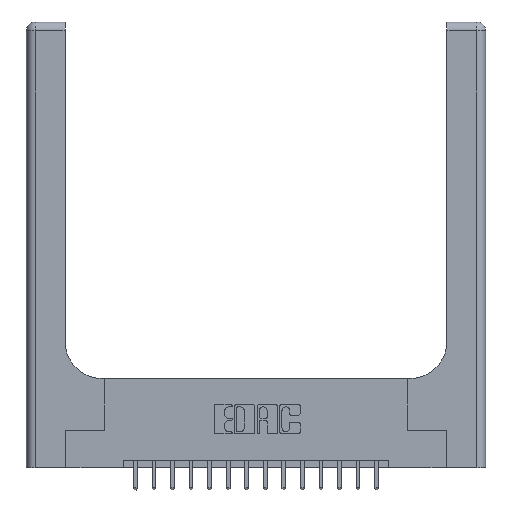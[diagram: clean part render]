
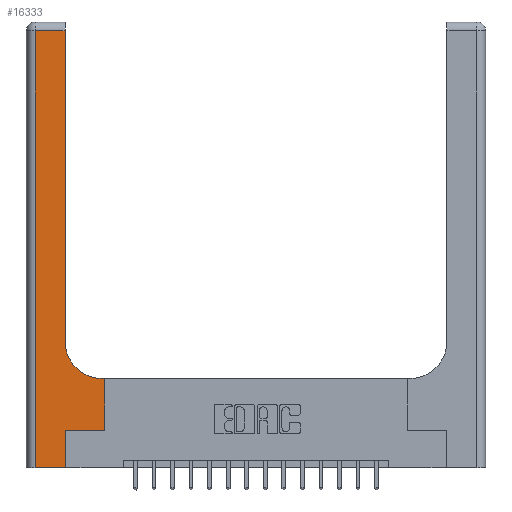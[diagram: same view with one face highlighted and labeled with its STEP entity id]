
A CAD part, top view. The second image highlights one B-rep face of the part: STEP entity #16333.
In plain terms, the highlighted planar face has unit normal (0, 0, 1).
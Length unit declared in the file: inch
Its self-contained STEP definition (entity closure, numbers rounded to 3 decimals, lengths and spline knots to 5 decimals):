
#179 = CARTESIAN_POINT ( 'NONE',  ( 0.528, 0.6, 0.37 ) ) ;
#292 = CIRCLE ( 'NONE', #6106, 0.25 ) ;
#521 = CARTESIAN_POINT ( 'NONE',  ( 0., 3., 0.37 ) ) ;
#553 = EDGE_CURVE ( 'NONE', #7689, #16733, #12040, .T. ) ;
#1335 = ORIENTED_EDGE ( 'NONE', *, *, #4508, .T. ) ;
#1364 = AXIS2_PLACEMENT_3D ( 'NONE', #521, #17117, #12894 ) ;
#1597 = EDGE_CURVE ( 'NONE', #10240, #5504, #16276, .T. ) ;
#1754 = VECTOR ( 'NONE', #9028, 39.37008 ) ;
#1984 = VERTEX_POINT ( 'NONE', #9383 ) ;
#1992 = DIRECTION ( 'NONE',  ( 0., -1., 0. ) ) ;
#2406 = EDGE_CURVE ( 'NONE', #15289, #5018, #14739, .T. ) ;
#2442 = VERTEX_POINT ( 'NONE', #15351 ) ;
#2782 = DIRECTION ( 'NONE',  ( 0., 0., -1. ) ) ;
#3357 = CARTESIAN_POINT ( 'NONE',  ( 0.265, 0.25, 0.37 ) ) ;
#3584 = DIRECTION ( 'NONE',  ( -1., 0., 0. ) ) ;
#3636 = CARTESIAN_POINT ( 'NONE',  ( 0.265, 0., 0.37 ) ) ;
#3713 = CARTESIAN_POINT ( 'NONE',  ( 0.06, 2.94, 0.37 ) ) ;
#3735 = CARTESIAN_POINT ( 'NONE',  ( 0.51, 0.6, 0.37 ) ) ;
#4508 = EDGE_CURVE ( 'NONE', #2442, #15289, #5898, .T. ) ;
#4594 = VECTOR ( 'NONE', #1992, 39.37008 ) ;
#4630 = EDGE_CURVE ( 'NONE', #5504, #16657, #10355, .T. ) ;
#4707 = DIRECTION ( 'NONE',  ( -1., 0., 0. ) ) ;
#5018 = VERTEX_POINT ( 'NONE', #3735 ) ;
#5181 = CARTESIAN_POINT ( 'NONE',  ( 0.26, 2.94, 0.37 ) ) ;
#5312 = CARTESIAN_POINT ( 'NONE',  ( 0.265, 0.25, 0.37 ) ) ;
#5504 = VERTEX_POINT ( 'NONE', #3636 ) ;
#5740 = CARTESIAN_POINT ( 'NONE',  ( 0.265, 0., 0.37 ) ) ;
#5786 = DIRECTION ( 'NONE',  ( 1., 0., 0. ) ) ;
#5796 = DIRECTION ( 'NONE',  ( 0., 1., 0. ) ) ;
#5898 = LINE ( 'NONE', #16279, #8790 ) ;
#5905 = PLANE ( 'NONE',  #1364 ) ;
#6069 = CARTESIAN_POINT ( 'NONE',  ( 0.06, 3., 0.37 ) ) ;
#6106 = AXIS2_PLACEMENT_3D ( 'NONE', #9829, #2782, #5786 ) ;
#6711 = DIRECTION ( 'NONE',  ( 1., 0., 0. ) ) ;
#7367 = FACE_OUTER_BOUND ( 'NONE', #9717, .T. ) ;
#7662 = CARTESIAN_POINT ( 'NONE',  ( 0., 0., 0.37 ) ) ;
#7684 = ORIENTED_EDGE ( 'NONE', *, *, #14663, .T. ) ;
#7689 = VERTEX_POINT ( 'NONE', #5181 ) ;
#7694 = LINE ( 'NONE', #6069, #4594 ) ;
#7836 = ORIENTED_EDGE ( 'NONE', *, *, #1597, .T. ) ;
#8273 = CARTESIAN_POINT ( 'NONE',  ( 0.26, 0.6, 0.37 ) ) ;
#8277 = VECTOR ( 'NONE', #3584, 39.37008 ) ;
#8471 = DIRECTION ( 'NONE',  ( 0., 1., 0. ) ) ;
#8734 = VECTOR ( 'NONE', #5796, 39.37008 ) ;
#8790 = VECTOR ( 'NONE', #8471, 39.37008 ) ;
#9028 = DIRECTION ( 'NONE',  ( 0., 1., 0. ) ) ;
#9181 = ORIENTED_EDGE ( 'NONE', *, *, #2406, .T. ) ;
#9383 = CARTESIAN_POINT ( 'NONE',  ( 0.26, 0.85, 0.37 ) ) ;
#9599 = EDGE_CURVE ( 'NONE', #16657, #2442, #11957, .T. ) ;
#9717 = EDGE_LOOP ( 'NONE', ( #7684, #15168, #11043, #7836, #12515, #18047, #1335, #9181, #11680 ) ) ;
#9829 = CARTESIAN_POINT ( 'NONE',  ( 0.51, 0.85, 0.37 ) ) ;
#10040 = CARTESIAN_POINT ( 'NONE',  ( 0.26, 3., 0.37 ) ) ;
#10240 = VERTEX_POINT ( 'NONE', #12702 ) ;
#10355 = LINE ( 'NONE', #5740, #1754 ) ;
#10555 = LINE ( 'NONE', #10040, #8734 ) ;
#11043 = ORIENTED_EDGE ( 'NONE', *, *, #11337, .T. ) ;
#11337 = EDGE_CURVE ( 'NONE', #16733, #10240, #7694, .T. ) ;
#11680 = ORIENTED_EDGE ( 'NONE', *, *, #12643, .T. ) ;
#11957 = LINE ( 'NONE', #5312, #12594 ) ;
#12040 = LINE ( 'NONE', #14819, #8277 ) ;
#12045 = DIRECTION ( 'NONE',  ( 1., 0., 0. ) ) ;
#12515 = ORIENTED_EDGE ( 'NONE', *, *, #4630, .T. ) ;
#12594 = VECTOR ( 'NONE', #6711, 39.37008 ) ;
#12643 = EDGE_CURVE ( 'NONE', #5018, #1984, #292, .T. ) ;
#12702 = CARTESIAN_POINT ( 'NONE',  ( 0.06, 0., 0.37 ) ) ;
#12894 = DIRECTION ( 'NONE',  ( -1., 0., 0. ) ) ;
#14550 = VECTOR ( 'NONE', #12045, 39.37008 ) ;
#14663 = EDGE_CURVE ( 'NONE', #1984, #7689, #10555, .T. ) ;
#14739 = LINE ( 'NONE', #8273, #17800 ) ;
#14819 = CARTESIAN_POINT ( 'NONE',  ( 0., 2.94, 0.37 ) ) ;
#15168 = ORIENTED_EDGE ( 'NONE', *, *, #553, .T. ) ;
#15289 = VERTEX_POINT ( 'NONE', #179 ) ;
#15351 = CARTESIAN_POINT ( 'NONE',  ( 0.528, 0.25, 0.37 ) ) ;
#16276 = LINE ( 'NONE', #7662, #14550 ) ;
#16279 = CARTESIAN_POINT ( 'NONE',  ( 0.528, 0.25, 0.37 ) ) ;
#16333 = ADVANCED_FACE ( 'NONE', ( #7367 ), #5905, .F. ) ;
#16657 = VERTEX_POINT ( 'NONE', #3357 ) ;
#16733 = VERTEX_POINT ( 'NONE', #3713 ) ;
#17117 = DIRECTION ( 'NONE',  ( 0., 0., -1. ) ) ;
#17800 = VECTOR ( 'NONE', #4707, 39.37008 ) ;
#18047 = ORIENTED_EDGE ( 'NONE', *, *, #9599, .T. ) ;
